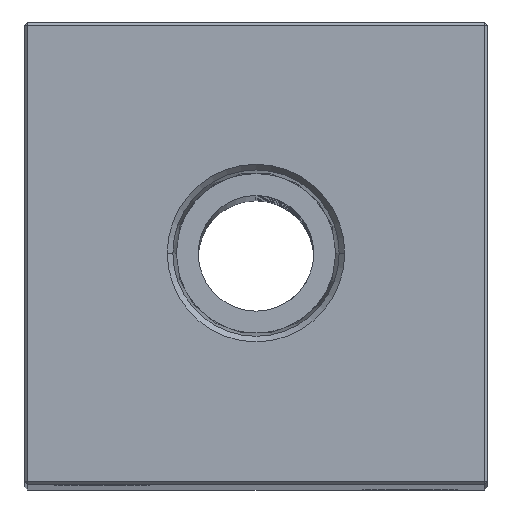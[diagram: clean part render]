
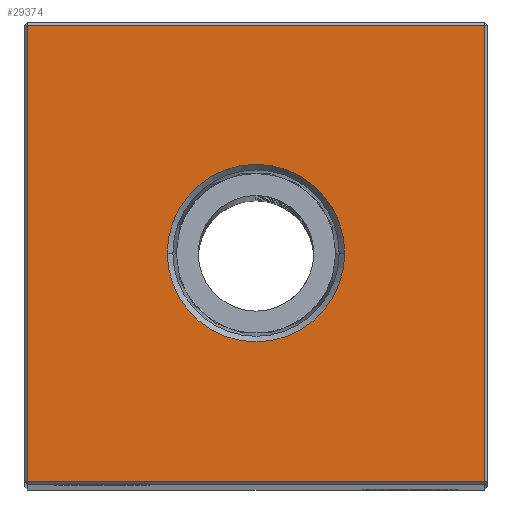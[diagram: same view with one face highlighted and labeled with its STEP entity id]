
A CAD part, top view. The second image highlights one B-rep face of the part: STEP entity #29374.
In plain terms, the highlighted planar face has unit normal (0, 0, 1).
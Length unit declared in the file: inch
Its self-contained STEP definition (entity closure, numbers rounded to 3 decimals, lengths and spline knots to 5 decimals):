
#22 = VECTOR ( 'NONE', #13866, 39.37008 ) ;
#1065 = FACE_OUTER_BOUND ( 'NONE', #23468, .T. ) ;
#1370 = LINE ( 'NONE', #10812, #20417 ) ;
#1665 = CARTESIAN_POINT ( 'NONE',  ( 0., 0., 10.75 ) ) ;
#2332 = LINE ( 'NONE', #11760, #12140 ) ;
#2751 = AXIS2_PLACEMENT_3D ( 'NONE', #1665, #11108, #20645 ) ;
#2885 = CARTESIAN_POINT ( 'NONE',  ( -0.74, 0.74, 10.75 ) ) ;
#3973 = CARTESIAN_POINT ( 'NONE',  ( 0.74, 0., 10.75 ) ) ;
#5567 = AXIS2_PLACEMENT_3D ( 'NONE', #11194, #20716, #30234 ) ;
#5626 = VERTEX_POINT ( 'NONE', #14041 ) ;
#7004 = DIRECTION ( 'NONE',  ( 0., 0., 1. ) ) ;
#7163 = EDGE_CURVE ( 'NONE', #11319, #13650, #1370, .T. ) ;
#7812 = ORIENTED_EDGE ( 'NONE', *, *, #18376, .F. ) ;
#8552 = CARTESIAN_POINT ( 'NONE',  ( -0.288, 0., 10.75 ) ) ;
#9533 = EDGE_CURVE ( 'NONE', #13325, #11319, #11198, .T. ) ;
#9734 = EDGE_CURVE ( 'NONE', #13650, #30043, #2332, .T. ) ;
#9931 = EDGE_CURVE ( 'NONE', #30043, #13325, #25322, .T. ) ;
#10016 = CARTESIAN_POINT ( 'NONE',  ( 0.74, -0.74, 10.75 ) ) ;
#10489 = FACE_BOUND ( 'NONE', #20056, .T. ) ;
#10569 = VERTEX_POINT ( 'NONE', #8552 ) ;
#10812 = CARTESIAN_POINT ( 'NONE',  ( -0.74, 0., 10.75 ) ) ;
#11108 = DIRECTION ( 'NONE',  ( 0., 0., -1. ) ) ;
#11194 = CARTESIAN_POINT ( 'NONE',  ( 0., 0., 10.75 ) ) ;
#11198 = LINE ( 'NONE', #20720, #26620 ) ;
#11319 = VERTEX_POINT ( 'NONE', #2885 ) ;
#11760 = CARTESIAN_POINT ( 'NONE',  ( 0., -0.74, 10.75 ) ) ;
#12140 = VECTOR ( 'NONE', #21306, 39.37008 ) ;
#12325 = ORIENTED_EDGE ( 'NONE', *, *, #7163, .T. ) ;
#12476 = ORIENTED_EDGE ( 'NONE', *, *, #9533, .T. ) ;
#13050 = AXIS2_PLACEMENT_3D ( 'NONE', #28394, #7004, #16479 ) ;
#13104 = CARTESIAN_POINT ( 'NONE',  ( -0.74, -0.74, 10.75 ) ) ;
#13325 = VERTEX_POINT ( 'NONE', #21922 ) ;
#13650 = VERTEX_POINT ( 'NONE', #13104 ) ;
#13866 = DIRECTION ( 'NONE',  ( 0., 1., 0. ) ) ;
#14041 = CARTESIAN_POINT ( 'NONE',  ( 0.288, 0., 10.75 ) ) ;
#16479 = DIRECTION ( 'NONE',  ( 1., 0., 0. ) ) ;
#18267 = ORIENTED_EDGE ( 'NONE', *, *, #9734, .T. ) ;
#18376 = EDGE_CURVE ( 'NONE', #5626, #10569, #19004, .T. ) ;
#19004 = CIRCLE ( 'NONE', #5567, 0.288 ) ;
#20029 = PLANE ( 'NONE',  #2751 ) ;
#20056 = EDGE_LOOP ( 'NONE', ( #7812, #23879 ) ) ;
#20334 = DIRECTION ( 'NONE',  ( 0., -1., 0. ) ) ;
#20417 = VECTOR ( 'NONE', #20334, 39.37008 ) ;
#20645 = DIRECTION ( 'NONE',  ( -1., 0., 0. ) ) ;
#20716 = DIRECTION ( 'NONE',  ( 0., 0., 1. ) ) ;
#20720 = CARTESIAN_POINT ( 'NONE',  ( 0., 0.74, 10.75 ) ) ;
#21306 = DIRECTION ( 'NONE',  ( 1., 0., 0. ) ) ;
#21922 = CARTESIAN_POINT ( 'NONE',  ( 0.74, 0.74, 10.75 ) ) ;
#23468 = EDGE_LOOP ( 'NONE', ( #12325, #18267, #25614, #12476 ) ) ;
#23879 = ORIENTED_EDGE ( 'NONE', *, *, #28233, .F. ) ;
#25322 = LINE ( 'NONE', #3973, #22 ) ;
#25614 = ORIENTED_EDGE ( 'NONE', *, *, #9931, .T. ) ;
#26556 = CIRCLE ( 'NONE', #13050, 0.288 ) ;
#26620 = VECTOR ( 'NONE', #30240, 39.37008 ) ;
#28233 = EDGE_CURVE ( 'NONE', #10569, #5626, #26556, .T. ) ;
#28394 = CARTESIAN_POINT ( 'NONE',  ( 0., 0., 10.75 ) ) ;
#29374 = ADVANCED_FACE ( 'NONE', ( #1065, #10489 ), #20029, .F. ) ;
#30043 = VERTEX_POINT ( 'NONE', #10016 ) ;
#30234 = DIRECTION ( 'NONE',  ( 1., 0., 0. ) ) ;
#30240 = DIRECTION ( 'NONE',  ( -1., 0., 0. ) ) ;
